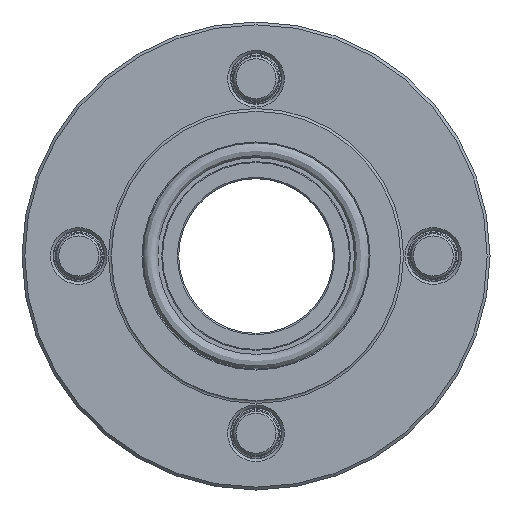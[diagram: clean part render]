
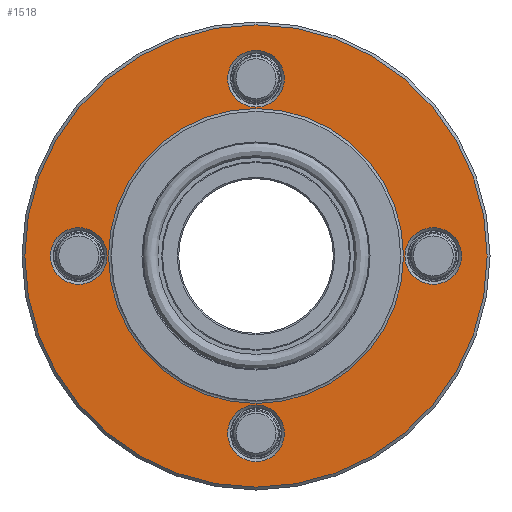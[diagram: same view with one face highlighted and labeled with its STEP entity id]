
A CAD part, left-side view. The second image highlights one B-rep face of the part: STEP entity #1518.
In plain terms, the highlighted planar face has unit normal (-1, 0, 0).
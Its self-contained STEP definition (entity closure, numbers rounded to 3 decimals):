
#431=PLANE('',#2005);
#511=EDGE_LOOP('',(#739));
#512=EDGE_LOOP('',(#740));
#513=EDGE_LOOP('',(#741));
#514=EDGE_LOOP('',(#742));
#515=EDGE_LOOP('',(#743));
#516=EDGE_LOOP('',(#744));
#739=ORIENTED_EDGE('',*,*,#1172,.T.);
#740=ORIENTED_EDGE('',*,*,#1173,.T.);
#741=ORIENTED_EDGE('',*,*,#1174,.T.);
#742=ORIENTED_EDGE('',*,*,#1175,.T.);
#743=ORIENTED_EDGE('',*,*,#1176,.T.);
#744=ORIENTED_EDGE('',*,*,#1177,.T.);
#1172=EDGE_CURVE('',#1841,#1841,#1390,.T.);
#1173=EDGE_CURVE('',#1842,#1842,#1391,.T.);
#1174=EDGE_CURVE('',#1843,#1843,#1392,.T.);
#1175=EDGE_CURVE('',#1844,#1844,#1393,.T.);
#1176=EDGE_CURVE('',#1845,#1845,#1394,.T.);
#1177=EDGE_CURVE('',#1846,#1846,#1395,.T.);
#1390=CIRCLE('',#1999,52.);
#1391=CIRCLE('',#2000,81.5);
#1392=CIRCLE('',#2001,10.);
#1393=CIRCLE('',#2002,10.);
#1394=CIRCLE('',#2003,10.);
#1395=CIRCLE('',#2004,10.);
#1518=ADVANCED_FACE('',(#1682,#1683,#1684,#1685,#1686,#1687),#431,.F.);
#1682=FACE_BOUND('',#511,.T.);
#1683=FACE_BOUND('',#512,.T.);
#1684=FACE_BOUND('',#513,.T.);
#1685=FACE_BOUND('',#514,.T.);
#1686=FACE_BOUND('',#515,.T.);
#1687=FACE_BOUND('',#516,.T.);
#1841=VERTEX_POINT('',#2910);
#1842=VERTEX_POINT('',#2912);
#1843=VERTEX_POINT('',#2914);
#1844=VERTEX_POINT('',#2916);
#1845=VERTEX_POINT('',#2918);
#1846=VERTEX_POINT('',#2920);
#1999=AXIS2_PLACEMENT_3D('',#2909,#2295,#2296);
#2000=AXIS2_PLACEMENT_3D('',#2911,#2297,#2298);
#2001=AXIS2_PLACEMENT_3D('',#2913,#2299,#2300);
#2002=AXIS2_PLACEMENT_3D('',#2915,#2301,#2302);
#2003=AXIS2_PLACEMENT_3D('',#2917,#2303,#2304);
#2004=AXIS2_PLACEMENT_3D('',#2919,#2305,#2306);
#2005=AXIS2_PLACEMENT_3D('',#2921,#2307,#2308);
#2295=DIRECTION('',(1.,0.,0.));
#2296=DIRECTION('',(0.,0.,-1.));
#2297=DIRECTION('',(-1.,0.,0.));
#2298=DIRECTION('',(0.,0.,-1.));
#2299=DIRECTION('',(1.,0.,0.));
#2300=DIRECTION('',(0.,0.,-1.));
#2301=DIRECTION('',(1.,0.,0.));
#2302=DIRECTION('',(0.,0.,-1.));
#2303=DIRECTION('',(1.,0.,0.));
#2304=DIRECTION('',(0.,0.,-1.));
#2305=DIRECTION('',(1.,0.,0.));
#2306=DIRECTION('',(0.,0.,-1.));
#2307=DIRECTION('',(1.,0.,0.));
#2308=DIRECTION('',(0.,0.,-1.));
#2909=CARTESIAN_POINT('',(71.768,0.,39.9));
#2910=CARTESIAN_POINT('',(71.768,0.,-12.1));
#2911=CARTESIAN_POINT('',(71.768,0.,39.9));
#2912=CARTESIAN_POINT('',(71.768,0.,-41.6));
#2913=CARTESIAN_POINT('',(71.768,0.,-22.6));
#2914=CARTESIAN_POINT('',(71.768,0.,-32.6));
#2915=CARTESIAN_POINT('',(71.768,-62.5,39.9));
#2916=CARTESIAN_POINT('',(71.768,-62.5,29.9));
#2917=CARTESIAN_POINT('',(71.768,0.,102.4));
#2918=CARTESIAN_POINT('',(71.768,0.,92.4));
#2919=CARTESIAN_POINT('',(71.768,62.5,39.9));
#2920=CARTESIAN_POINT('',(71.768,62.5,29.9));
#2921=CARTESIAN_POINT('',(71.768,82.5,39.9));
